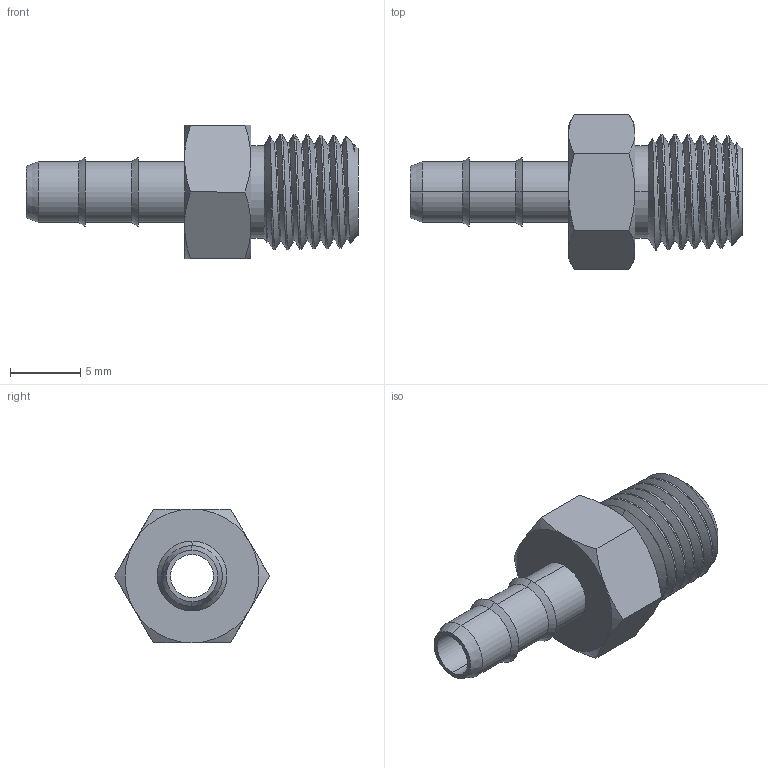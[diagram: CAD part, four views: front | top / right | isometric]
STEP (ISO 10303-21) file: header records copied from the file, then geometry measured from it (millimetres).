
FILE_DESCRIPTION (( 'STEP AP203' ), '1' );
FILE_NAME ('44555K127.step', '2013-07-02T19:02:45', ( 'Admin' ), ( 'Microsoft' ), 'SwSTEP 2.0', 'SolidWorks 2012', '' );
FILE_SCHEMA (( 'CONFIG_CONTROL_DESIGN' ));
Length unit declared in the file: inch
Products named in the file (1): 44555K127
Bounding box: 23.62 x 11 x 9.53 mm (x, y, z)
Volume: 629.4 mm3; surface area: 993 mm2
Topology: 1 solids, 1 shells, 63 faces, 203 edges, 147 vertices
Faces by surface type: cone 35, plane 13, cylinder 12, bspline 3
Entity records: 6503 total; most frequent: CARTESIAN_POINT 4794, ORIENTED_EDGE 406, DIRECTION 254, EDGE_CURVE 203, VERTEX_POINT 147, B_SPLINE_CURVE_WITH_KNOTS 117, AXIS2_PLACEMENT_3D 107, EDGE_LOOP 70
